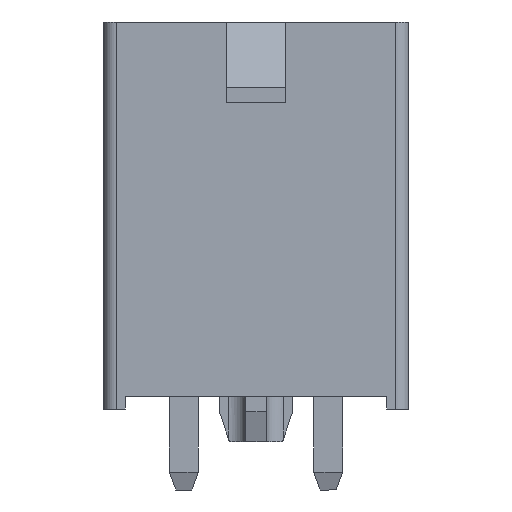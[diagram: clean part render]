
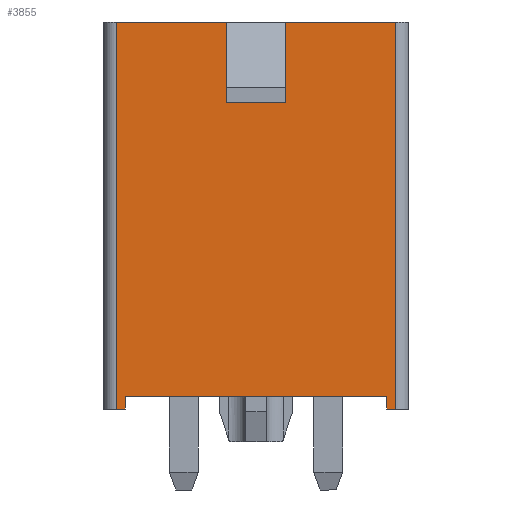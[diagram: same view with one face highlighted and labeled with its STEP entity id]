
A CAD part, front view. The second image highlights one B-rep face of the part: STEP entity #3855.
In plain terms, the highlighted face is planar.
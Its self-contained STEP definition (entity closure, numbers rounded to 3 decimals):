
#228=ORIENTED_EDGE('',*,*,#955,.F.);
#229=ORIENTED_EDGE('',*,*,#953,.T.);
#230=ORIENTED_EDGE('',*,*,#956,.T.);
#231=ORIENTED_EDGE('',*,*,#957,.T.);
#232=ORIENTED_EDGE('',*,*,#958,.F.);
#233=ORIENTED_EDGE('',*,*,#959,.F.);
#234=ORIENTED_EDGE('',*,*,#960,.F.);
#235=ORIENTED_EDGE('',*,*,#961,.T.);
#236=ORIENTED_EDGE('',*,*,#962,.F.);
#237=ORIENTED_EDGE('',*,*,#963,.F.);
#238=ORIENTED_EDGE('',*,*,#964,.T.);
#239=ORIENTED_EDGE('',*,*,#965,.F.);
#953=EDGE_CURVE('',#1318,#1317,#1568,.T.);
#955=EDGE_CURVE('',#1318,#1319,#1570,.T.);
#956=EDGE_CURVE('',#1317,#1320,#1571,.T.);
#957=EDGE_CURVE('',#1320,#1321,#1572,.T.);
#958=EDGE_CURVE('',#1322,#1321,#1573,.T.);
#959=EDGE_CURVE('',#1323,#1322,#1574,.T.);
#960=EDGE_CURVE('',#1324,#1323,#1575,.T.);
#961=EDGE_CURVE('',#1324,#1325,#1576,.T.);
#962=EDGE_CURVE('',#1326,#1325,#1577,.T.);
#963=EDGE_CURVE('',#1327,#1326,#1578,.T.);
#964=EDGE_CURVE('',#1327,#1328,#1579,.T.);
#965=EDGE_CURVE('',#1319,#1328,#1580,.T.);
#1317=VERTEX_POINT('',#5134);
#1318=VERTEX_POINT('',#5136);
#1319=VERTEX_POINT('',#5140);
#1320=VERTEX_POINT('',#5142);
#1321=VERTEX_POINT('',#5144);
#1322=VERTEX_POINT('',#5146);
#1323=VERTEX_POINT('',#5148);
#1324=VERTEX_POINT('',#5150);
#1325=VERTEX_POINT('',#5152);
#1326=VERTEX_POINT('',#5154);
#1327=VERTEX_POINT('',#5156);
#1328=VERTEX_POINT('',#5158);
#1568=LINE('',#5135,#1925);
#1570=LINE('',#5139,#1927);
#1571=LINE('',#5141,#1928);
#1572=LINE('',#5143,#1929);
#1573=LINE('',#5145,#1930);
#1574=LINE('',#5147,#1931);
#1575=LINE('',#5149,#1932);
#1576=LINE('',#5151,#1933);
#1577=LINE('',#5153,#1934);
#1578=LINE('',#5155,#1935);
#1579=LINE('',#5157,#1936);
#1580=LINE('',#5159,#1937);
#1925=VECTOR('',#4368,1000.);
#1927=VECTOR('',#4372,1000.);
#1928=VECTOR('',#4373,1000.);
#1929=VECTOR('',#4374,1000.);
#1930=VECTOR('',#4375,1000.);
#1931=VECTOR('',#4376,1000.);
#1932=VECTOR('',#4377,1000.);
#1933=VECTOR('',#4378,1000.);
#1934=VECTOR('',#4379,1000.);
#1935=VECTOR('',#4380,1000.);
#1936=VECTOR('',#4381,1000.);
#1937=VECTOR('',#4382,1000.);
#2241=EDGE_LOOP('',(#228,#229,#230,#231,#232,#233,#234,#235,#236,#237,#238,
#239));
#2410=FACE_BOUND('',#2241,.T.);
#2573=PLANE('',#4043);
#3855=ADVANCED_FACE('',(#2410),#2573,.F.);
#4043=AXIS2_PLACEMENT_3D('',#5138,#4370,#4371);
#4368=DIRECTION('',(0.,1.,0.));
#4370=DIRECTION('',(0.,0.,-1.));
#4371=DIRECTION('',(-1.,0.,0.));
#4372=DIRECTION('',(1.,0.,0.));
#4373=DIRECTION('',(-1.,0.,0.));
#4374=DIRECTION('',(0.,-1.,0.));
#4375=DIRECTION('',(-1.,0.,0.));
#4376=DIRECTION('',(0.,-1.,0.));
#4377=DIRECTION('',(-1.,0.,0.));
#4378=DIRECTION('',(0.,-1.,0.));
#4379=DIRECTION('',(-1.,0.,0.));
#4380=DIRECTION('',(0.,-1.,0.));
#4381=DIRECTION('',(-1.,0.,0.));
#4382=DIRECTION('',(0.,1.,0.));
#5134=CARTESIAN_POINT('',(-5.175,7.65,3.4));
#5135=CARTESIAN_POINT('',(-5.175,7.15,3.4));
#5136=CARTESIAN_POINT('',(-5.175,7.15,3.4));
#5138=CARTESIAN_POINT('',(6.025,7.65,3.4));
#5139=CARTESIAN_POINT('',(-5.175,7.15,3.4));
#5140=CARTESIAN_POINT('',(5.175,7.15,3.4));
#5141=CARTESIAN_POINT('',(6.025,7.65,3.4));
#5142=CARTESIAN_POINT('',(-5.525,7.65,3.4));
#5143=CARTESIAN_POINT('',(-5.525,7.65,3.4));
#5144=CARTESIAN_POINT('',(-5.525,-7.65,3.4));
#5145=CARTESIAN_POINT('',(6.025,-7.65,3.4));
#5146=CARTESIAN_POINT('',(-1.175,-7.65,3.4));
#5147=CARTESIAN_POINT('',(-1.175,-4.65,3.4));
#5148=CARTESIAN_POINT('',(-1.175,-4.65,3.4));
#5149=CARTESIAN_POINT('',(1.175,-4.65,3.4));
#5150=CARTESIAN_POINT('',(1.175,-4.65,3.4));
#5151=CARTESIAN_POINT('',(1.175,-4.65,3.4));
#5152=CARTESIAN_POINT('',(1.175,-7.65,3.4));
#5153=CARTESIAN_POINT('',(6.025,-7.65,3.4));
#5154=CARTESIAN_POINT('',(5.525,-7.65,3.4));
#5155=CARTESIAN_POINT('',(5.525,7.65,3.4));
#5156=CARTESIAN_POINT('',(5.525,7.65,3.4));
#5157=CARTESIAN_POINT('',(6.025,7.65,3.4));
#5158=CARTESIAN_POINT('',(5.175,7.65,3.4));
#5159=CARTESIAN_POINT('',(5.175,7.15,3.4));
